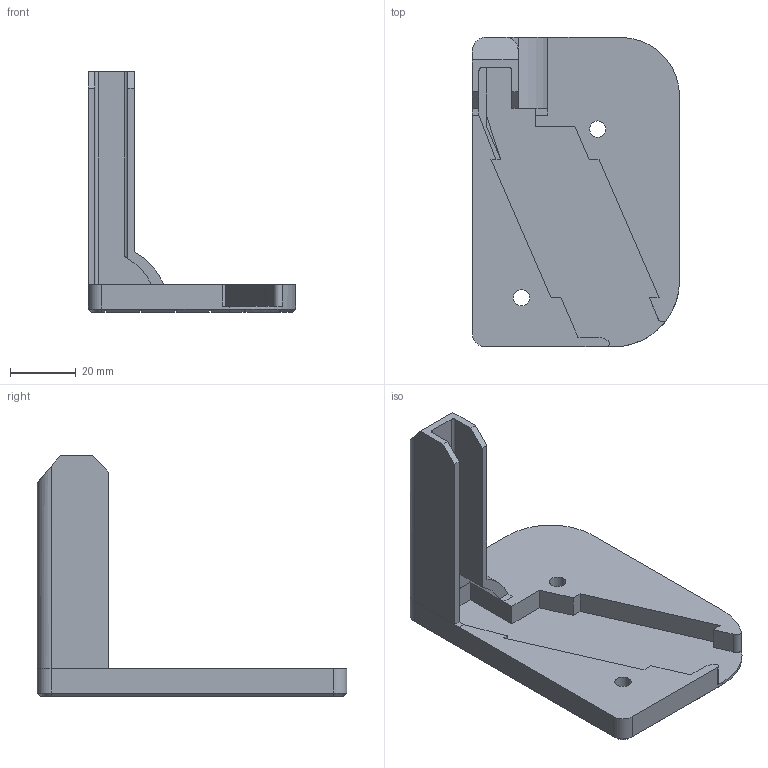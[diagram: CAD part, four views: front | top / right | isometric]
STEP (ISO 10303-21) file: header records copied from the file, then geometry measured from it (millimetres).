
FILE_DESCRIPTION(('FreeCAD Model'),'2;1');
FILE_NAME('x-carriage-cap_black_v2.4.step', '2016-11-08T14:54:04',('Author'),(''), 'Open CASCADE STEP processor 6.8','FreeCAD','Unknown');
FILE_SCHEMA(('AUTOMOTIVE_DESIGN_CC2 { 1 2 10303 214 -1 1 5 4 }'));
Length unit declared in the file: millimetre
Products named in the file (2): ASSEMBLY; Chamfer002
Assembly tree (1 placements, depth 2):
  ASSEMBLY
    Chamfer002
Bounding box: 63.25 x 94.5 x 73.5 mm (x, y, z)
Volume: 44686 mm3; surface area: 22047.6 mm2
Topology: 1 solids, 1 shells, 104 faces, 282 edges, 180 vertices
Faces by surface type: plane 79, cylinder 19, cone 6
Full cylindrical faces by diameter (mm): 5 x2, 9 x2
Entity records: 7185 total; most frequent: CARTESIAN_POINT 1749, DIRECTION 948, LINE 583, VECTOR 583, ORIENTED_EDGE 564, PCURVE 564, DEFINITIONAL_REPRESENTATION 564, EDGE_CURVE 282
